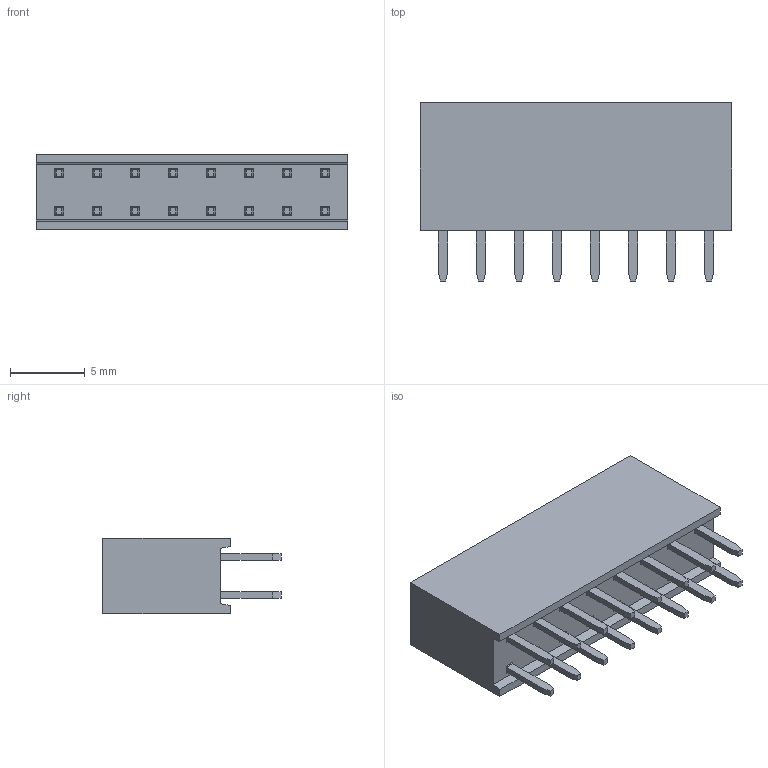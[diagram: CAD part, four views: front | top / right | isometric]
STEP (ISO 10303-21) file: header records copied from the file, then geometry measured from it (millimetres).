
FILE_DESCRIPTION (( 'STEP AP214' ), '1' );
FILE_NAME ('PPPC082LFBN-RC.STEP', '2022-08-11T04:33:48', ( '' ), ( '' ), 'SwSTEP 2.0', 'SolidWorks 2020', '' );
FILE_SCHEMA (( 'AUTOMOTIVE_DESIGN' ));
Length unit declared in the file: inch
Products named in the file (3): 2 row tin pins; PPPC082LFBN-RC; 2 row tin body_08
Assembly tree (9 placements, depth 2):
  PPPC082LFBN-RC
    2 row tin body_08
    2 row tin pins  x8
Bounding box: 20.83 x 11.91 x 5.08 mm (x, y, z)
Volume: 830.7 mm3; surface area: 1331.5 mm2
Topology: 33 solids, 33 shells, 458 faces, 1112 edges, 720 vertices
Faces by surface type: plane 378, cylinder 80
Entity records: 5369 total; most frequent: CARTESIAN_POINT 902, ORIENTED_EDGE 880, DIRECTION 840, EDGE_CURVE 440, VECTOR 420, LINE 420, VERTEX_POINT 272, EDGE_LOOP 210
